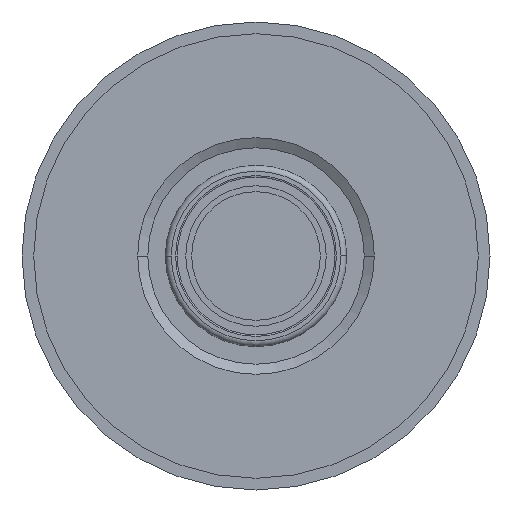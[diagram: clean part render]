
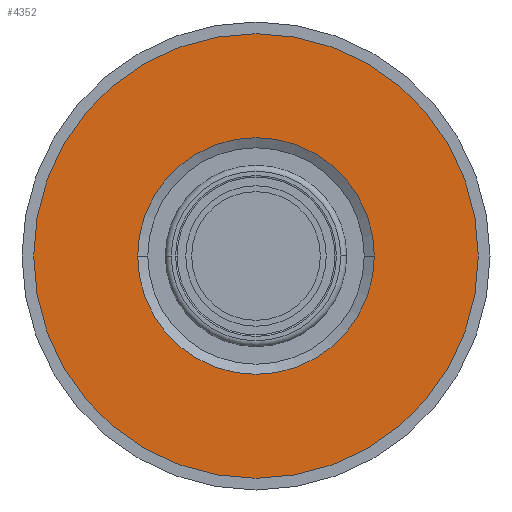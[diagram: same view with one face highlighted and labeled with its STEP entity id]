
A CAD part, front view. The second image highlights one B-rep face of the part: STEP entity #4352.
In plain terms, the highlighted planar face has unit normal (0, -1, 0).
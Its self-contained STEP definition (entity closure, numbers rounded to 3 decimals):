
#234=CARTESIAN_POINT('',(0.,48.,0.));
#235=DIRECTION('',(0.,1.,0.));
#236=DIRECTION('',(1.,0.,0.));
#237=AXIS2_PLACEMENT_3D('',#234,#235,#236);
#239=CARTESIAN_POINT('',(0.,48.,0.));
#240=DIRECTION('',(0.,-1.,0.));
#241=DIRECTION('',(1.,0.,0.));
#242=AXIS2_PLACEMENT_3D('',#239,#240,#241);
#244=CARTESIAN_POINT('',(0.,48.,0.));
#245=DIRECTION('',(0.,1.,0.));
#246=DIRECTION('',(1.,0.,0.));
#247=AXIS2_PLACEMENT_3D('',#244,#245,#246);
#249=CARTESIAN_POINT('',(0.,48.,0.));
#250=DIRECTION('',(0.,-1.,0.));
#251=DIRECTION('',(1.,0.,0.));
#252=AXIS2_PLACEMENT_3D('',#249,#250,#251);
#3349=CARTESIAN_POINT('',(20.232,48.,0.));
#3351=VERTEX_POINT('',#3349);
#3352=CARTESIAN_POINT('',(38.,48.,0.));
#3354=VERTEX_POINT('',#3352);
#3361=CARTESIAN_POINT('',(-20.232,48.,0.));
#3363=VERTEX_POINT('',#3361);
#3364=CARTESIAN_POINT('',(-38.,48.,0.));
#3366=VERTEX_POINT('',#3364);
#4337=CARTESIAN_POINT('',(0.,48.,0.));
#4338=DIRECTION('',(0.,-1.,0.));
#4339=DIRECTION('',(-1.,0.,0.));
#4340=AXIS2_PLACEMENT_3D('',#4337,#4338,#4339);
#4341=PLANE('',#4340);
#4342=ORIENTED_EDGE('',*,*,#4323,.F.);
#4343=ORIENTED_EDGE('',*,*,#4305,.T.);
#4344=EDGE_LOOP('',(#4342,#4343));
#4345=FACE_OUTER_BOUND('',#4344,.F.);
#4347=ORIENTED_EDGE('',*,*,#4346,.F.);
#4349=ORIENTED_EDGE('',*,*,#4348,.T.);
#4350=EDGE_LOOP('',(#4347,#4349));
#4351=FACE_BOUND('',#4350,.F.);
#4352=ADVANCED_FACE('',(#4345,#4351),#4341,.T.);
#238=CIRCLE('',#237,38.);
#243=CIRCLE('',#242,38.);
#248=CIRCLE('',#247,20.232);
#253=CIRCLE('',#252,20.232);
#4305=EDGE_CURVE('',#3354,#3366,#238,.T.);
#4323=EDGE_CURVE('',#3354,#3366,#243,.T.);
#4346=EDGE_CURVE('',#3351,#3363,#248,.T.);
#4348=EDGE_CURVE('',#3351,#3363,#253,.T.);
